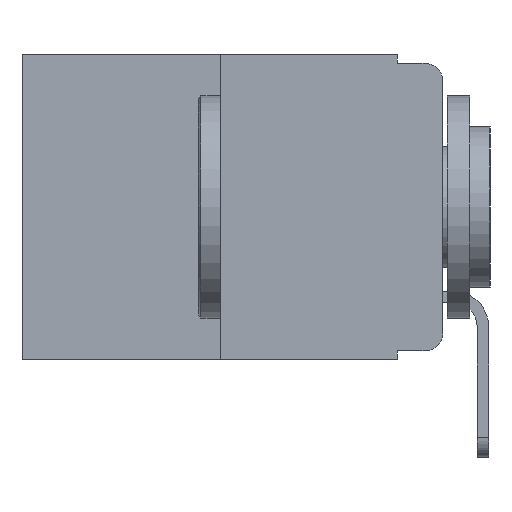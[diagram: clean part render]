
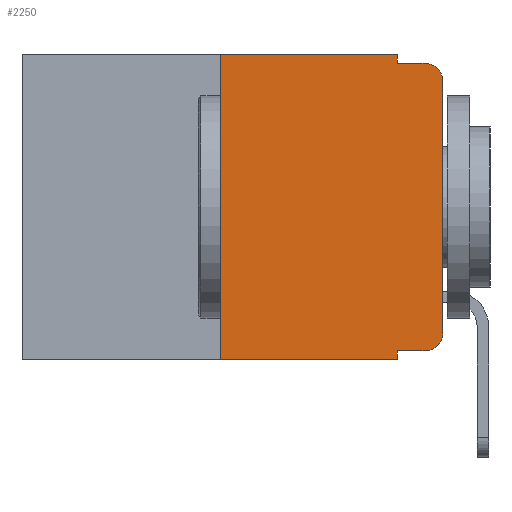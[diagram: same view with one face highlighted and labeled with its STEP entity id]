
A CAD part, left-side view. The second image highlights one B-rep face of the part: STEP entity #2250.
In plain terms, the highlighted planar face has unit normal (-1, 0, 0).
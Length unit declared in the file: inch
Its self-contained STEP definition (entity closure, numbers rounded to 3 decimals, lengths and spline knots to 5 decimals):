
#70 = VERTEX_POINT ( 'NONE', #8228 ) ;
#404 = CARTESIAN_POINT ( 'NONE',  ( 0., 0.25, 0. ) ) ;
#429 = VERTEX_POINT ( 'NONE', #19381 ) ;
#801 = EDGE_CURVE ( 'NONE', #5907, #70, #5904, .T. ) ;
#1098 = ORIENTED_EDGE ( 'NONE', *, *, #7877, .T. ) ;
#1532 = CARTESIAN_POINT ( 'NONE',  ( 0., 0.25, -0.343 ) ) ;
#1722 = LINE ( 'NONE', #15506, #10862 ) ;
#1779 = LINE ( 'NONE', #404, #15534 ) ;
#1861 = CARTESIAN_POINT ( 'NONE',  ( 0., 0.02, -0.333 ) ) ;
#1921 = DIRECTION ( 'NONE',  ( 0., 0., -1. ) ) ;
#2250 = ADVANCED_FACE ( 'NONE', ( #4982 ), #18137, .F. ) ;
#2975 = CARTESIAN_POINT ( 'NONE',  ( 0., 0.02, -0.03 ) ) ;
#3170 = CARTESIAN_POINT ( 'NONE',  ( 0., 0.473, 0. ) ) ;
#3732 = CARTESIAN_POINT ( 'NONE',  ( 0., 0.25, 0. ) ) ;
#3753 = VECTOR ( 'NONE', #1921, 39.37008 ) ;
#3860 = VERTEX_POINT ( 'NONE', #1532 ) ;
#4301 = VERTEX_POINT ( 'NONE', #3732 ) ;
#4357 = VECTOR ( 'NONE', #22393, 39.37008 ) ;
#4546 = EDGE_CURVE ( 'NONE', #17817, #4906, #4862, .T. ) ;
#4860 = DIRECTION ( 'NONE',  ( 0., 0., 1. ) ) ;
#4862 = LINE ( 'NONE', #10215, #4357 ) ;
#4906 = VERTEX_POINT ( 'NONE', #18286 ) ;
#4982 = FACE_OUTER_BOUND ( 'NONE', #19776, .T. ) ;
#5225 = VECTOR ( 'NONE', #18852, 39.37008 ) ;
#5584 = EDGE_CURVE ( 'NONE', #4906, #10853, #1722, .T. ) ;
#5803 = ORIENTED_EDGE ( 'NONE', *, *, #8507, .T. ) ;
#5880 = LINE ( 'NONE', #22241, #10444 ) ;
#5904 = LINE ( 'NONE', #21165, #3753 ) ;
#5907 = VERTEX_POINT ( 'NONE', #6689 ) ;
#6501 = DIRECTION ( 'NONE',  ( -1., 0., 0. ) ) ;
#6620 = ORIENTED_EDGE ( 'NONE', *, *, #21688, .F. ) ;
#6666 = ORIENTED_EDGE ( 'NONE', *, *, #14986, .T. ) ;
#6689 = CARTESIAN_POINT ( 'NONE',  ( 0., 0.051, -0.333 ) ) ;
#7088 = EDGE_CURVE ( 'NONE', #429, #10853, #8487, .T. ) ;
#7187 = EDGE_CURVE ( 'NONE', #5907, #12084, #19026, .T. ) ;
#7877 = EDGE_CURVE ( 'NONE', #20724, #429, #15110, .T. ) ;
#8228 = CARTESIAN_POINT ( 'NONE',  ( 0., 0.051, -0.343 ) ) ;
#8385 = ORIENTED_EDGE ( 'NONE', *, *, #4546, .F. ) ;
#8487 = CIRCLE ( 'NONE', #19047, 0.02 ) ;
#8507 = EDGE_CURVE ( 'NONE', #12084, #20724, #18362, .T. ) ;
#9610 = CARTESIAN_POINT ( 'NONE',  ( 0., 0.051, 0. ) ) ;
#9759 = CARTESIAN_POINT ( 'NONE',  ( 0., 0., 0. ) ) ;
#10215 = CARTESIAN_POINT ( 'NONE',  ( 0., 0.051, 0. ) ) ;
#10444 = VECTOR ( 'NONE', #17334, 39.37008 ) ;
#10853 = VERTEX_POINT ( 'NONE', #15095 ) ;
#10862 = VECTOR ( 'NONE', #14015, 39.37008 ) ;
#11463 = ORIENTED_EDGE ( 'NONE', *, *, #801, .F. ) ;
#11809 = DIRECTION ( 'NONE',  ( 0., 0., -1. ) ) ;
#12013 = CARTESIAN_POINT ( 'NONE',  ( 0., 0.473, 0. ) ) ;
#12076 = CARTESIAN_POINT ( 'NONE',  ( 0., 0., -0.313 ) ) ;
#12084 = VERTEX_POINT ( 'NONE', #1861 ) ;
#13324 = DIRECTION ( 'NONE',  ( 0., 0., -1. ) ) ;
#13411 = EDGE_CURVE ( 'NONE', #4301, #17817, #20555, .T. ) ;
#13885 = CARTESIAN_POINT ( 'NONE',  ( 0., 0.051, -0.333 ) ) ;
#14015 = DIRECTION ( 'NONE',  ( 0., -1., 0. ) ) ;
#14986 = EDGE_CURVE ( 'NONE', #3860, #70, #5880, .T. ) ;
#15095 = CARTESIAN_POINT ( 'NONE',  ( 0., 0.02, -0.01 ) ) ;
#15110 = LINE ( 'NONE', #9759, #17961 ) ;
#15506 = CARTESIAN_POINT ( 'NONE',  ( 0., 0.051, -0.01 ) ) ;
#15534 = VECTOR ( 'NONE', #17594, 39.37008 ) ;
#16414 = ORIENTED_EDGE ( 'NONE', *, *, #7187, .T. ) ;
#17189 = AXIS2_PLACEMENT_3D ( 'NONE', #3170, #17392, #11809 ) ;
#17334 = DIRECTION ( 'NONE',  ( 0., -1., 0. ) ) ;
#17356 = ORIENTED_EDGE ( 'NONE', *, *, #7088, .T. ) ;
#17392 = DIRECTION ( 'NONE',  ( 1., 0., 0. ) ) ;
#17594 = DIRECTION ( 'NONE',  ( 0., 0., 1. ) ) ;
#17616 = AXIS2_PLACEMENT_3D ( 'NONE', #18343, #21870, #19814 ) ;
#17817 = VERTEX_POINT ( 'NONE', #9610 ) ;
#17961 = VECTOR ( 'NONE', #4860, 39.37008 ) ;
#18137 = PLANE ( 'NONE',  #17189 ) ;
#18286 = CARTESIAN_POINT ( 'NONE',  ( 0., 0.051, -0.01 ) ) ;
#18317 = VECTOR ( 'NONE', #20937, 39.37008 ) ;
#18343 = CARTESIAN_POINT ( 'NONE',  ( 0., 0.02, -0.313 ) ) ;
#18362 = CIRCLE ( 'NONE', #17616, 0.02 ) ;
#18576 = ORIENTED_EDGE ( 'NONE', *, *, #13411, .F. ) ;
#18852 = DIRECTION ( 'NONE',  ( 0., -1., 0. ) ) ;
#19026 = LINE ( 'NONE', #13885, #18317 ) ;
#19047 = AXIS2_PLACEMENT_3D ( 'NONE', #2975, #6501, #13324 ) ;
#19381 = CARTESIAN_POINT ( 'NONE',  ( 0., 0., -0.03 ) ) ;
#19445 = ORIENTED_EDGE ( 'NONE', *, *, #5584, .F. ) ;
#19776 = EDGE_LOOP ( 'NONE', ( #1098, #17356, #19445, #8385, #18576, #6620, #6666, #11463, #16414, #5803 ) ) ;
#19814 = DIRECTION ( 'NONE',  ( 0., 0., -1. ) ) ;
#20555 = LINE ( 'NONE', #12013, #5225 ) ;
#20724 = VERTEX_POINT ( 'NONE', #12076 ) ;
#20937 = DIRECTION ( 'NONE',  ( 0., -1., 0. ) ) ;
#21165 = CARTESIAN_POINT ( 'NONE',  ( 0., 0.051, 0. ) ) ;
#21688 = EDGE_CURVE ( 'NONE', #3860, #4301, #1779, .T. ) ;
#21870 = DIRECTION ( 'NONE',  ( -1., 0., 0. ) ) ;
#22241 = CARTESIAN_POINT ( 'NONE',  ( 0., 0.473, -0.343 ) ) ;
#22393 = DIRECTION ( 'NONE',  ( 0., 0., -1. ) ) ;
